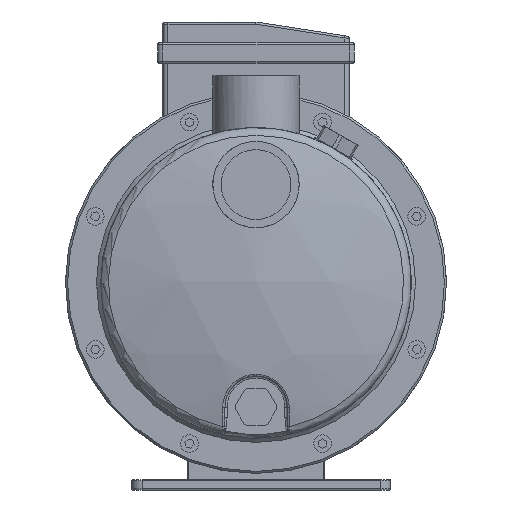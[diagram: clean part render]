
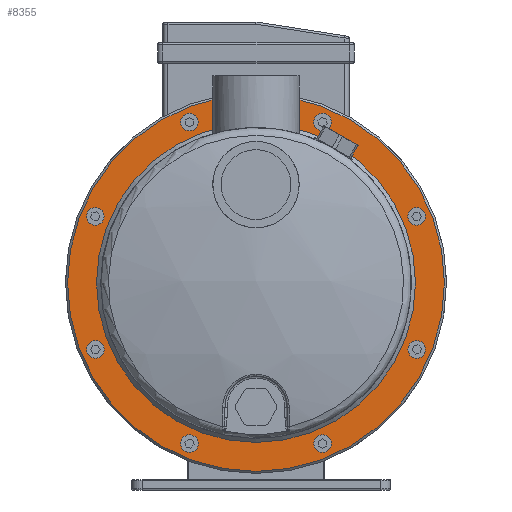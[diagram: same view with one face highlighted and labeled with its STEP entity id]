
A CAD part, left-side view. The second image highlights one B-rep face of the part: STEP entity #8355.
In plain terms, the highlighted planar face has unit normal (-1, 0, 0).
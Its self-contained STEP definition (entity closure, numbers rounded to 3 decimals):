
#220=FACE_BOUND($,#1218,.T.);
#221=FACE_BOUND($,#1219,.T.);
#222=FACE_BOUND($,#1220,.T.);
#223=FACE_BOUND($,#1221,.T.);
#224=FACE_BOUND($,#1222,.T.);
#225=FACE_BOUND($,#1223,.T.);
#226=FACE_BOUND($,#1224,.T.);
#227=FACE_BOUND($,#1225,.T.);
#228=FACE_BOUND($,#1226,.T.);
#345=PLANE($,#8938);
#685=FACE_OUTER_BOUND($,#1217,.T.);
#1217=EDGE_LOOP($,(#6182));
#1218=EDGE_LOOP($,(#6183));
#1219=EDGE_LOOP($,(#6184));
#1220=EDGE_LOOP($,(#6185));
#1221=EDGE_LOOP($,(#6186));
#1222=EDGE_LOOP($,(#6187));
#1223=EDGE_LOOP($,(#6188));
#1224=EDGE_LOOP($,(#6189));
#1225=EDGE_LOOP($,(#6190));
#1226=EDGE_LOOP($,(#6191));
#3227=CIRCLE($,#8811,4.25);
#3229=CIRCLE($,#8815,4.25);
#3231=CIRCLE($,#8819,4.25);
#3233=CIRCLE($,#8823,4.25);
#3235=CIRCLE($,#8827,4.25);
#3237=CIRCLE($,#8831,4.25);
#3239=CIRCLE($,#8835,4.25);
#3275=CIRCLE($,#8916,4.25);
#3281=CIRCLE($,#8929,77.);
#3285=CIRCLE($,#8937,91.);
#3680=VERTEX_POINT($,#12363);
#3682=VERTEX_POINT($,#12369);
#3684=VERTEX_POINT($,#12375);
#3686=VERTEX_POINT($,#12381);
#3688=VERTEX_POINT($,#12387);
#3690=VERTEX_POINT($,#12393);
#3692=VERTEX_POINT($,#12399);
#3759=VERTEX_POINT($,#13526);
#3765=VERTEX_POINT($,#13545);
#3769=VERTEX_POINT($,#13557);
#4534=EDGE_CURVE($,#3680,#3680,#3227,.T.);
#4536=EDGE_CURVE($,#3682,#3682,#3229,.T.);
#4538=EDGE_CURVE($,#3684,#3684,#3231,.T.);
#4540=EDGE_CURVE($,#3686,#3686,#3233,.T.);
#4542=EDGE_CURVE($,#3688,#3688,#3235,.T.);
#4544=EDGE_CURVE($,#3690,#3690,#3237,.T.);
#4546=EDGE_CURVE($,#3692,#3692,#3239,.T.);
#4659=EDGE_CURVE($,#3759,#3759,#3275,.T.);
#4665=EDGE_CURVE($,#3765,#3765,#3281,.T.);
#4669=EDGE_CURVE($,#3769,#3769,#3285,.T.);
#6182=ORIENTED_EDGE($,*,*,#4669,.F.);
#6183=ORIENTED_EDGE($,*,*,#4534,.T.);
#6184=ORIENTED_EDGE($,*,*,#4536,.T.);
#6185=ORIENTED_EDGE($,*,*,#4538,.T.);
#6186=ORIENTED_EDGE($,*,*,#4540,.T.);
#6187=ORIENTED_EDGE($,*,*,#4542,.T.);
#6188=ORIENTED_EDGE($,*,*,#4544,.T.);
#6189=ORIENTED_EDGE($,*,*,#4546,.T.);
#6190=ORIENTED_EDGE($,*,*,#4659,.T.);
#6191=ORIENTED_EDGE($,*,*,#4665,.T.);
#8355=ADVANCED_FACE($,(#685,#220,#221,#222,#223,#224,#225,#226,#227,#228),
#345,.T.);
#8811=AXIS2_PLACEMENT_3D($,#12364,#9855,#9856);
#8815=AXIS2_PLACEMENT_3D($,#12370,#9863,#9864);
#8819=AXIS2_PLACEMENT_3D($,#12376,#9871,#9872);
#8823=AXIS2_PLACEMENT_3D($,#12382,#9879,#9880);
#8827=AXIS2_PLACEMENT_3D($,#12388,#9887,#9888);
#8831=AXIS2_PLACEMENT_3D($,#12394,#9895,#9896);
#8835=AXIS2_PLACEMENT_3D($,#12400,#9903,#9904);
#8916=AXIS2_PLACEMENT_3D($,#13527,#10125,#10126);
#8929=AXIS2_PLACEMENT_3D($,#13546,#10151,#10152);
#8937=AXIS2_PLACEMENT_3D($,#13558,#10167,#10168);
#8938=AXIS2_PLACEMENT_3D($,#13559,#10169,#10170);
#9855=DIRECTION('center_axis',(1.,0.,0.));
#9856=DIRECTION('ref_axis',(0.,-0.707,-0.707));
#9863=DIRECTION('center_axis',(1.,0.,0.));
#9864=DIRECTION('ref_axis',(0.,-1.,0.));
#9871=DIRECTION('center_axis',(1.,0.,0.));
#9872=DIRECTION('ref_axis',(0.,-0.707,0.707));
#9879=DIRECTION('center_axis',(1.,0.,0.));
#9880=DIRECTION('ref_axis',(0.,0.,1.));
#9887=DIRECTION('center_axis',(1.,0.,0.));
#9888=DIRECTION('ref_axis',(0.,0.707,0.707));
#9895=DIRECTION('center_axis',(1.,0.,0.));
#9896=DIRECTION('ref_axis',(0.,1.,0.));
#9903=DIRECTION('center_axis',(1.,0.,0.));
#9904=DIRECTION('ref_axis',(0.,0.707,-0.707));
#10125=DIRECTION('center_axis',(1.,0.,0.));
#10126=DIRECTION('ref_axis',(0.,0.,-1.));
#10151=DIRECTION('center_axis',(1.,0.,0.));
#10152=DIRECTION('ref_axis',(0.,1.,0.));
#10167=DIRECTION('center_axis',(1.,0.,0.));
#10168=DIRECTION('ref_axis',(0.,-1.,0.));
#10169=DIRECTION('center_axis',(-1.,0.,0.));
#10170=DIRECTION('ref_axis',(0.,0.,1.));
#12363=CARTESIAN_POINT('',(50.,80.611,70.86));
#12364=CARTESIAN_POINT('Origin',(50.,77.606,67.855));
#12369=CARTESIAN_POINT('',(50.,36.395,22.394));
#12370=CARTESIAN_POINT('Origin',(50.,32.145,22.394));
#12375=CARTESIAN_POINT('',(50.,-29.14,19.389));
#12376=CARTESIAN_POINT('Origin',(50.,-32.145,22.394));
#12381=CARTESIAN_POINT('',(50.,-77.606,63.605));
#12382=CARTESIAN_POINT('Origin',(50.,-77.606,67.855));
#12387=CARTESIAN_POINT('',(50.,-80.611,129.14));
#12388=CARTESIAN_POINT('Origin',(50.,-77.606,132.145));
#12393=CARTESIAN_POINT('',(50.,-36.395,177.606));
#12394=CARTESIAN_POINT('Origin',(50.,-32.145,177.606));
#12399=CARTESIAN_POINT('',(50.,29.14,180.611));
#12400=CARTESIAN_POINT('Origin',(50.,32.145,177.606));
#13526=CARTESIAN_POINT('',(50.,77.606,136.395));
#13527=CARTESIAN_POINT('Origin',(50.,77.606,132.145));
#13545=CARTESIAN_POINT('',(50.,77.,100.));
#13546=CARTESIAN_POINT('Origin',(50.,0.,
100.));
#13557=CARTESIAN_POINT('',(50.,91.,100.));
#13558=CARTESIAN_POINT('Origin',(50.,0.,
100.));
#13559=CARTESIAN_POINT('Origin',(50.,84.5,100.));
